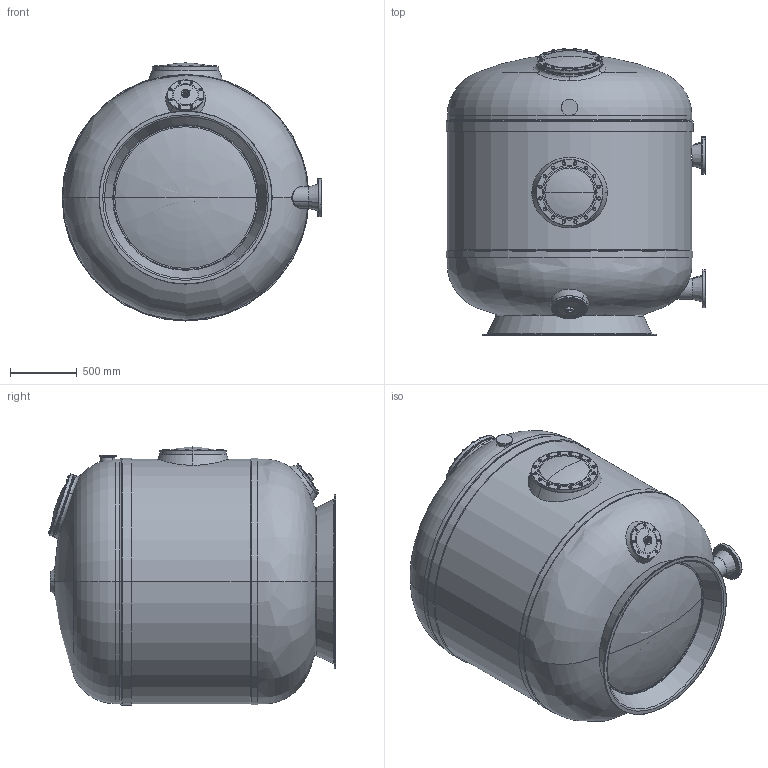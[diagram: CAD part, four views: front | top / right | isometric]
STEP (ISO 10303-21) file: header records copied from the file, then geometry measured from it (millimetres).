
FILE_DESCRIPTION (( 'STEP AP214' ), '1' );
FILE_NAME ('balearic180c_lateral.STEP', '2021-01-06T12:45:53', ( '' ), ( '' ), 'SwSTEP 2.0', 'SolidWorks 2019', '' );
FILE_SCHEMA (( 'AUTOMOTIVE_DESIGN' ));
Length unit declared in the file: millimetre
Products named in the file (1): balearic180c_lateral
Bounding box: 1950.38 x 2153.83 x 1937.28 mm (x, y, z)
Surface area: 33461412.9 mm2 (no closed solid volume)
Topology: 0 solids, 119 shells, 1546 faces, 3406 edges, 2094 vertices
Faces by surface type: cylinder 515, plane 514, cone 412, torus 66, bspline 31, sphere 8
Entity records: 71113 total; most frequent: CARTESIAN_POINT 19330, DIRECTION 7174, ORIENTED_EDGE 6628, EDGE_CURVE 3354, AXIS2_PLACEMENT_3D 3012, VERTEX_POINT 2094, EDGE_LOOP 1858, UNCERTAINTY_MEASURE_WITH_UNIT 1647
